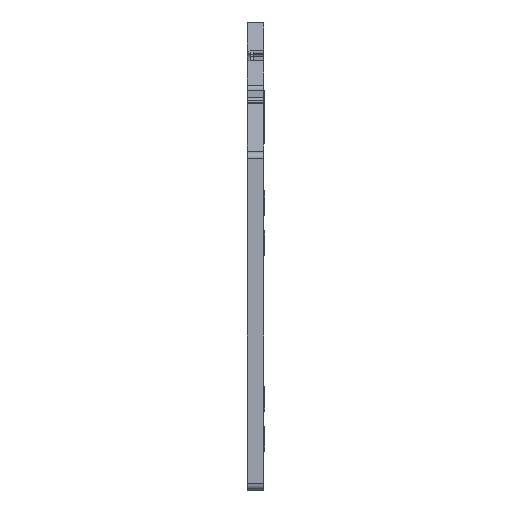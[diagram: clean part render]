
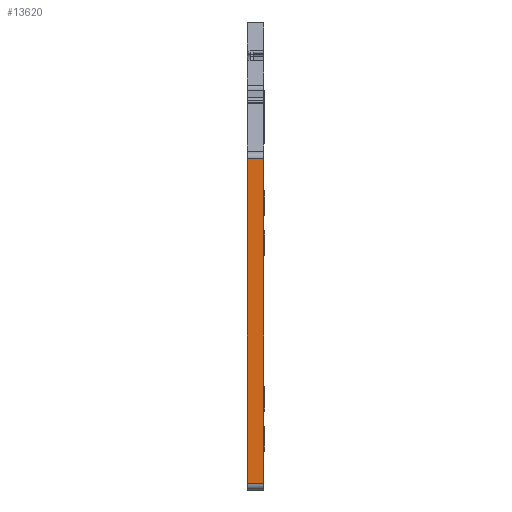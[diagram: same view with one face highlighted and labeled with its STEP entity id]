
A CAD part, left-side view. The second image highlights one B-rep face of the part: STEP entity #13620.
In plain terms, the highlighted planar face has unit normal (-1, 0, 0).
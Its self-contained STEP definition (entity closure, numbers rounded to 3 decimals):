
#43 = CARTESIAN_POINT ( 'NONE',  ( -64.924, 1.5, 0. ) ) ;
#594 = DIRECTION ( 'NONE',  ( 0., 0., -1. ) ) ;
#1520 = EDGE_CURVE ( 'NONE', #22196, #20578, #18391, .T. ) ;
#1877 = VECTOR ( 'NONE', #594, 1000. ) ;
#3586 = ORIENTED_EDGE ( 'NONE', *, *, #36105, .T. ) ;
#4253 = FACE_OUTER_BOUND ( 'NONE', #9258, .T. ) ;
#4448 = DIRECTION ( 'NONE',  ( -1., 0., 0. ) ) ;
#6713 = PLANE ( 'NONE',  #7962 ) ;
#7258 = CARTESIAN_POINT ( 'NONE',  ( -64.924, 1.5, 0. ) ) ;
#7803 = VECTOR ( 'NONE', #18357, 1000. ) ;
#7871 = CARTESIAN_POINT ( 'NONE',  ( -64.924, -3.3, -78.867 ) ) ;
#7962 = AXIS2_PLACEMENT_3D ( 'NONE', #7258, #4448, #15891 ) ;
#9258 = EDGE_LOOP ( 'NONE', ( #15060, #21281, #20022, #3586 ) ) ;
#12577 = VERTEX_POINT ( 'NONE', #25807 ) ;
#12747 = CARTESIAN_POINT ( 'NONE',  ( -64.924, 1.5, 15.633 ) ) ;
#13620 = ADVANCED_FACE ( 'NONE', ( #4253 ), #6713, .T. ) ;
#15060 = ORIENTED_EDGE ( 'NONE', *, *, #32592, .T. ) ;
#15753 = LINE ( 'NONE', #12747, #7803 ) ;
#15891 = DIRECTION ( 'NONE',  ( 0., 0., 1. ) ) ;
#16141 = VECTOR ( 'NONE', #26488, 1000. ) ;
#17871 = VERTEX_POINT ( 'NONE', #21554 ) ;
#18357 = DIRECTION ( 'NONE',  ( 0., -1., 0. ) ) ;
#18391 = LINE ( 'NONE', #35115, #16141 ) ;
#20022 = ORIENTED_EDGE ( 'NONE', *, *, #21363, .F. ) ;
#20578 = VERTEX_POINT ( 'NONE', #35536 ) ;
#21281 = ORIENTED_EDGE ( 'NONE', *, *, #1520, .T. ) ;
#21363 = EDGE_CURVE ( 'NONE', #12577, #20578, #15753, .T. ) ;
#21554 = CARTESIAN_POINT ( 'NONE',  ( -64.924, 1.5, -78.867 ) ) ;
#22104 = LINE ( 'NONE', #27923, #31052 ) ;
#22196 = VERTEX_POINT ( 'NONE', #7871 ) ;
#25807 = CARTESIAN_POINT ( 'NONE',  ( -64.924, 1.5, 15.633 ) ) ;
#26488 = DIRECTION ( 'NONE',  ( 0., 0., 1. ) ) ;
#27186 = DIRECTION ( 'NONE',  ( 0., -1., 0. ) ) ;
#27923 = CARTESIAN_POINT ( 'NONE',  ( -64.924, 1.5, -78.867 ) ) ;
#28736 = LINE ( 'NONE', #43, #1877 ) ;
#31052 = VECTOR ( 'NONE', #27186, 1000. ) ;
#32592 = EDGE_CURVE ( 'NONE', #17871, #22196, #22104, .T. ) ;
#35115 = CARTESIAN_POINT ( 'NONE',  ( -64.924, -3.3, 0. ) ) ;
#35536 = CARTESIAN_POINT ( 'NONE',  ( -64.924, -3.3, 15.633 ) ) ;
#36105 = EDGE_CURVE ( 'NONE', #12577, #17871, #28736, .T. ) ;
